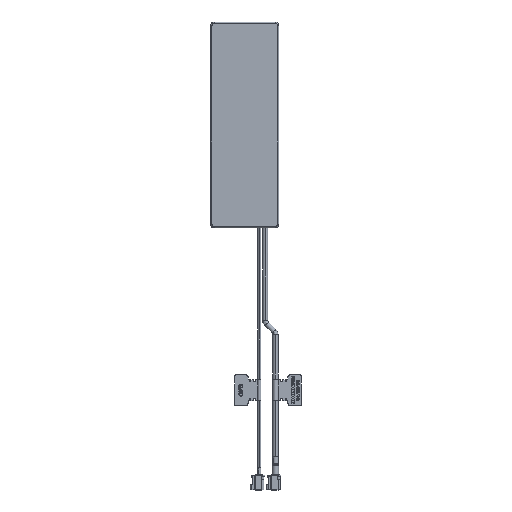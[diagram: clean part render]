
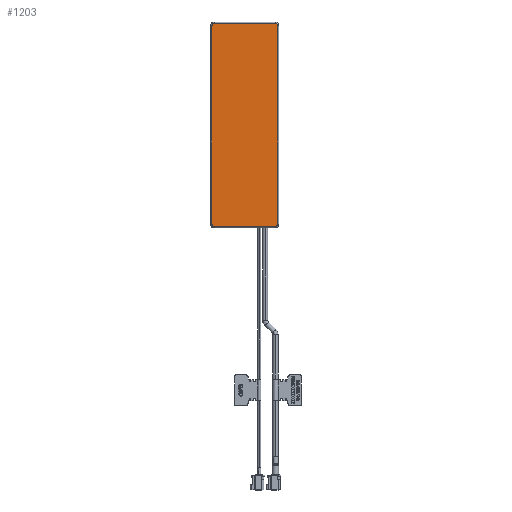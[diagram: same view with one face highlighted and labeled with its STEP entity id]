
A CAD part, top view. The second image highlights one B-rep face of the part: STEP entity #1203.
In plain terms, the highlighted planar face has unit normal (0, 0, 1).
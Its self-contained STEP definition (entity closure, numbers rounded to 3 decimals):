
#21 = EDGE_CURVE ( 'NONE', #14700, #8578, #3598, .T. ) ;
#1203 = ADVANCED_FACE ( 'NONE', ( #16061 ), #20589, .F. ) ;
#1373 = DIRECTION ( 'NONE',  ( 0., 1., 0. ) ) ;
#1642 = CARTESIAN_POINT ( 'NONE',  ( 0., 148.97, 0. ) ) ;
#1717 = CARTESIAN_POINT ( 'NONE',  ( 29.75, -48.97, 0. ) ) ;
#1961 = CARTESIAN_POINT ( 'NONE',  ( -31.97, -48.05, 0. ) ) ;
#2135 = ORIENTED_EDGE ( 'NONE', *, *, #15803, .F. ) ;
#2209 = DIRECTION ( 'NONE',  ( -1., 0., 0. ) ) ;
#2575 = CARTESIAN_POINT ( 'NONE',  ( 29.75, 148.97, 0. ) ) ;
#3349 = CARTESIAN_POINT ( 'NONE',  ( 0., -48.97, 0. ) ) ;
#3598 =( BOUNDED_CURVE ( )  B_SPLINE_CURVE ( 3, ( #11663, #16713, #21401, #1717 ),
 .UNSPECIFIED., .F., .T. ) 
 B_SPLINE_CURVE_WITH_KNOTS ( ( 4, 4 ),
 ( 0., 1. ),
 .UNSPECIFIED. ) 
 CURVE ( )  GEOMETRIC_REPRESENTATION_ITEM ( )  RATIONAL_B_SPLINE_CURVE ( ( 1., 0.805, 0.805, 1. ) ) 
 REPRESENTATION_ITEM ( '' )  );
#3738 = CARTESIAN_POINT ( 'NONE',  ( 31.97, 148.05, 0. ) ) ;
#4001 = CARTESIAN_POINT ( 'NONE',  ( -31.97, 146.75, 0. ) ) ;
#4156 = LINE ( 'NONE', #3349, #21227 ) ;
#4609 = EDGE_CURVE ( 'NONE', #5941, #14700, #18862, .T. ) ;
#5073 = VECTOR ( 'NONE', #18448, 1000. ) ;
#5941 = VERTEX_POINT ( 'NONE', #13736 ) ;
#6212 = ORIENTED_EDGE ( 'NONE', *, *, #21, .F. ) ;
#6352 = ORIENTED_EDGE ( 'NONE', *, *, #20458, .F. ) ;
#6375 = ORIENTED_EDGE ( 'NONE', *, *, #19609, .F. ) ;
#6535 = DIRECTION ( 'NONE',  ( 0., -1., 0. ) ) ;
#7501 = CARTESIAN_POINT ( 'NONE',  ( -31.05, 148.97, 0. ) ) ;
#7762 = CARTESIAN_POINT ( 'NONE',  ( -31.97, -46.75, 0. ) ) ;
#7788 = VERTEX_POINT ( 'NONE', #2575 ) ;
#8303 = CARTESIAN_POINT ( 'NONE',  ( 29.75, -48.97, 0. ) ) ;
#8578 = VERTEX_POINT ( 'NONE', #8303 ) ;
#8641 = CARTESIAN_POINT ( 'NONE',  ( -31.97, -46.75, 0. ) ) ;
#8665 = CARTESIAN_POINT ( 'NONE',  ( 31.97, 146.75, 0. ) ) ;
#8916 = CARTESIAN_POINT ( 'NONE',  ( -29.75, 148.97, 0. ) ) ;
#9488 = LINE ( 'NONE', #1642, #5073 ) ;
#10084 = VECTOR ( 'NONE', #6535, 1000. ) ;
#10413 = CARTESIAN_POINT ( 'NONE',  ( 31.05, 148.97, 0. ) ) ;
#10491 = CARTESIAN_POINT ( 'NONE',  ( 0., 50., 0. ) ) ;
#10800 = EDGE_CURVE ( 'NONE', #7788, #5941, #17227, .T. ) ;
#10983 = CARTESIAN_POINT ( 'NONE',  ( -31.97, 146.75, 0. ) ) ;
#11302 = CARTESIAN_POINT ( 'NONE',  ( -31.97, 50., 0. ) ) ;
#11638 = VECTOR ( 'NONE', #1373, 1000. ) ;
#11663 = CARTESIAN_POINT ( 'NONE',  ( 31.97, -46.75, 0. ) ) ;
#11694 = CARTESIAN_POINT ( 'NONE',  ( -31.05, -48.97, 0. ) ) ;
#13583 = CARTESIAN_POINT ( 'NONE',  ( 29.75, 148.97, 0. ) ) ;
#13736 = CARTESIAN_POINT ( 'NONE',  ( 31.97, 146.75, 0. ) ) ;
#14315 = VERTEX_POINT ( 'NONE', #8916 ) ;
#14392 = ORIENTED_EDGE ( 'NONE', *, *, #10800, .F. ) ;
#14656 = CARTESIAN_POINT ( 'NONE',  ( -29.75, -48.97, 0. ) ) ;
#14700 = VERTEX_POINT ( 'NONE', #19542 ) ;
#15603 = DIRECTION ( 'NONE',  ( 0., 0., -1. ) ) ;
#15802 = CARTESIAN_POINT ( 'NONE',  ( -31.97, 148.05, 0. ) ) ;
#15803 = EDGE_CURVE ( 'NONE', #19379, #14315, #21121, .T. ) ;
#16061 = FACE_OUTER_BOUND ( 'NONE', #17511, .T. ) ;
#16713 = CARTESIAN_POINT ( 'NONE',  ( 31.97, -48.05, 0. ) ) ;
#16760 = EDGE_CURVE ( 'NONE', #14315, #7788, #9488, .T. ) ;
#17227 =( BOUNDED_CURVE ( )  B_SPLINE_CURVE ( 3, ( #13583, #10413, #3738, #8665 ),
 .UNSPECIFIED., .F., .F. ) 
 B_SPLINE_CURVE_WITH_KNOTS ( ( 4, 4 ),
 ( 0., 1. ),
 .UNSPECIFIED. ) 
 CURVE ( )  GEOMETRIC_REPRESENTATION_ITEM ( )  RATIONAL_B_SPLINE_CURVE ( ( 1., 0.805, 0.805, 1. ) ) 
 REPRESENTATION_ITEM ( '' )  );
#17511 = EDGE_LOOP ( 'NONE', ( #6212, #19808, #14392, #19155, #2135, #6352, #6375, #18045 ) ) ;
#17668 = CARTESIAN_POINT ( 'NONE',  ( 31.97, 50., 0. ) ) ;
#18045 = ORIENTED_EDGE ( 'NONE', *, *, #19489, .F. ) ;
#18140 = DIRECTION ( 'NONE',  ( -1., 0., 0. ) ) ;
#18431 = VERTEX_POINT ( 'NONE', #7762 ) ;
#18448 = DIRECTION ( 'NONE',  ( 1., 0., 0. ) ) ;
#18862 = LINE ( 'NONE', #17668, #10084 ) ;
#19042 = CARTESIAN_POINT ( 'NONE',  ( -29.75, 148.97, 0. ) ) ;
#19116 = VERTEX_POINT ( 'NONE', #14656 ) ;
#19155 = ORIENTED_EDGE ( 'NONE', *, *, #16760, .F. ) ;
#19379 = VERTEX_POINT ( 'NONE', #10983 ) ;
#19489 = EDGE_CURVE ( 'NONE', #8578, #19116, #4156, .T. ) ;
#19542 = CARTESIAN_POINT ( 'NONE',  ( 31.97, -46.75, 0. ) ) ;
#19609 = EDGE_CURVE ( 'NONE', #19116, #18431, #19812, .T. ) ;
#19698 = CARTESIAN_POINT ( 'NONE',  ( -29.75, -48.97, 0. ) ) ;
#19808 = ORIENTED_EDGE ( 'NONE', *, *, #4609, .F. ) ;
#19812 =( BOUNDED_CURVE ( )  B_SPLINE_CURVE ( 3, ( #19698, #11694, #1961, #8641 ),
 .UNSPECIFIED., .F., .T. ) 
 B_SPLINE_CURVE_WITH_KNOTS ( ( 4, 4 ),
 ( 0., 1. ),
 .UNSPECIFIED. ) 
 CURVE ( )  GEOMETRIC_REPRESENTATION_ITEM ( )  RATIONAL_B_SPLINE_CURVE ( ( 1., 0.805, 0.805, 1. ) ) 
 REPRESENTATION_ITEM ( '' )  );
#20458 = EDGE_CURVE ( 'NONE', #18431, #19379, #20937, .T. ) ;
#20589 = PLANE ( 'NONE',  #20912 ) ;
#20912 = AXIS2_PLACEMENT_3D ( 'NONE', #10491, #15603, #2209 ) ;
#20937 = LINE ( 'NONE', #11302, #11638 ) ;
#21121 =( BOUNDED_CURVE ( )  B_SPLINE_CURVE ( 3, ( #4001, #15802, #7501, #19042 ),
 .UNSPECIFIED., .F., .F. ) 
 B_SPLINE_CURVE_WITH_KNOTS ( ( 4, 4 ),
 ( 0., 1. ),
 .UNSPECIFIED. ) 
 CURVE ( )  GEOMETRIC_REPRESENTATION_ITEM ( )  RATIONAL_B_SPLINE_CURVE ( ( 1., 0.805, 0.805, 1. ) ) 
 REPRESENTATION_ITEM ( '' )  );
#21227 = VECTOR ( 'NONE', #18140, 1000. ) ;
#21401 = CARTESIAN_POINT ( 'NONE',  ( 31.05, -48.97, 0. ) ) ;
